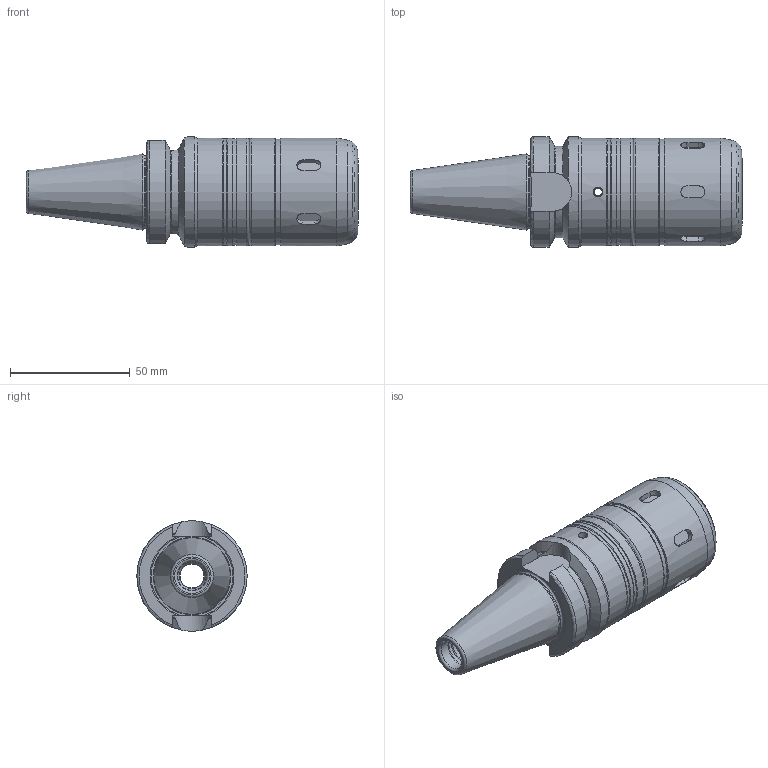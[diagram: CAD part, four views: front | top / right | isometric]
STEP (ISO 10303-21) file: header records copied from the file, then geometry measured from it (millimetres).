
FILE_DESCRIPTION((''),'2;1');
FILE_NAME('314040116090-3D.stp','2020-03-27T14:29:03',('nttooll'),(''),'Autodesk Inventor 2012','Autodesk Inventor 2012','');
FILE_SCHEMA(('AUTOMOTIVE_DESIGN { 1 0 10303 214 1 1 1 1 }'));
Length unit declared in the file: millimetre
Products named in the file (1): 314040116090-3D
Bounding box: 138.4 x 46 x 46 mm (x, y, z)
Volume: 138184.6 mm3; surface area: 26565.9 mm2
Topology: 1 solids, 1 shells, 119 faces, 271 edges, 169 vertices
Faces by surface type: cylinder 42, plane 37, cone 22, torus 18
Full cylindrical faces by diameter (mm): 3.4 x2, 4 x2, 10 x1, 10.4 x1, 10.5 x1, 12 x1, 12.5 x1, 12.9 x1, 16 x1, 16.2 x1, 16.5 x1, 30.8 x1, 37 x1, 44 x1, 44.6 x2, 45 x5, 46 x1
Entity records: 3464 total; most frequent: CARTESIAN_POINT 1016, DIRECTION 498, ORIENTED_EDGE 428, AXIS2_PLACEMENT_3D 214, EDGE_CURVE 214, EDGE_LOOP 192, VERTEX_POINT 164, FACE_OUTER_BOUND 119
